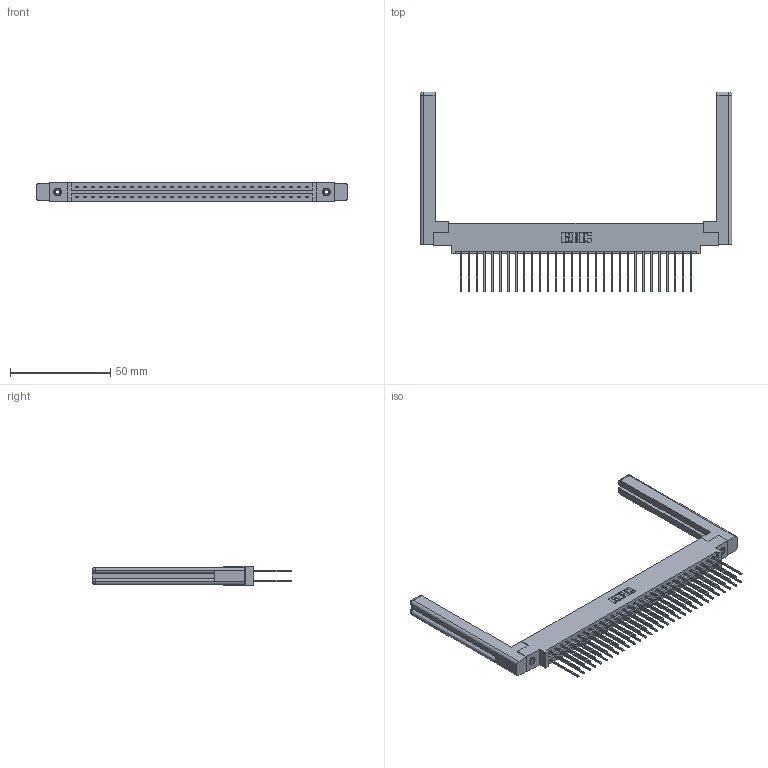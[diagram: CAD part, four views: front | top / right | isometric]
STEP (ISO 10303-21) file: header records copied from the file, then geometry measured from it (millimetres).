
FILE_DESCRIPTION (( 'STEP AP203' ), '1' );
FILE_NAME ('387-060-541-858.STEP', '2019-10-19T13:41:52', ( '' ), ( '' ), 'SwSTEP 2.0', 'SolidWorks 2016', '' );
FILE_SCHEMA (( 'CONFIG_CONTROL_DESIGN' ));
Length unit declared in the file: inch
Products named in the file (5): 345-292-001_345-293-141; 337 Part_0.170 Offset - 0.156 Dia-TI; 345-250-001_345-250-001-102; 387-060-541-858; 307-220-058
Assembly tree (65 placements, depth 2):
  387-060-541-858
    337 Part_0.170 Offset - 0.156 Dia-TI
    345-292-001_345-293-141  x60
    345-250-001_345-250-001-102  x2
    307-220-058  x2
Bounding box: 155.5 x 99.7 x 9.4 mm (x, y, z)
Volume: 23597 mm3; surface area: 25367.9 mm2
Topology: 65 solids, 65 shells, 3500 faces, 10337 edges, 6798 vertices
Faces by surface type: plane 2438, cylinder 1038, cone 12, torus 12
Entity records: 27596 total; most frequent: CARTESIAN_POINT 4669, ORIENTED_EDGE 4544, DIRECTION 4008, EDGE_CURVE 2272, LINE 2096, VECTOR 2096, VERTEX_POINT 1506, AXIS2_PLACEMENT_3D 956
